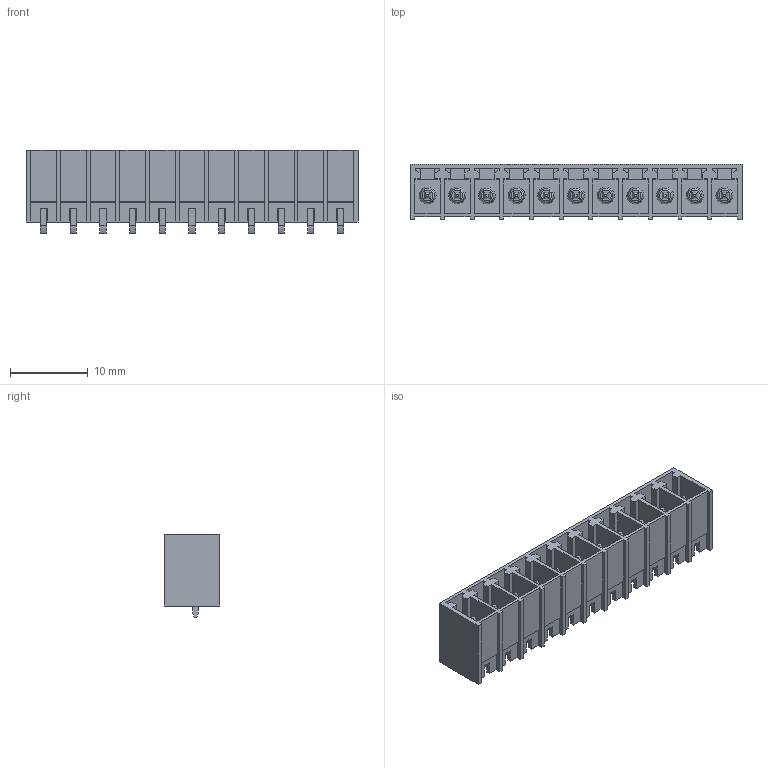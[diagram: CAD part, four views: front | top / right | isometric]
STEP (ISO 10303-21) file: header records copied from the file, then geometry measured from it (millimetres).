
FILE_DESCRIPTION(('CATIA V5 STEP Exchange','CAx-IF Rec.Pracs.--- Model Styling and Organization---1.2---2011-12-15'),'2;1');
FILE_NAME ('D1457733_0_1863930000_1863930000.stp','2018-10-13T04:22:54+00:00',('none'),('Weidmueller'),'CATIA Version 5-6 Release 2014','CATIA V5 STEP AP214','none');
FILE_SCHEMA(('AUTOMOTIVE_DESIGN { 1 0 10303 214 1 1 1 1 }'));
Length unit declared in the file: millimetre
Products named in the file (1): 1863930000
Bounding box: 42.6 x 7.07 x 10.7 mm (x, y, z)
Volume: 1054 mm3; surface area: 3954.9 mm2
Topology: 12 solids, 12 shells, 741 faces, 2114 edges, 1430 vertices
Faces by surface type: plane 589, cylinder 108, torus 22, cone 22
Entity records: 22104 total; most frequent: ORIENTED_EDGE 4228, CARTESIAN_POINT 4112, DIRECTION 2852, EDGE_CURVE 2114, VECTOR 1810, LINE 1810, VERTEX_POINT 1430, EDGE_LOOP 796
